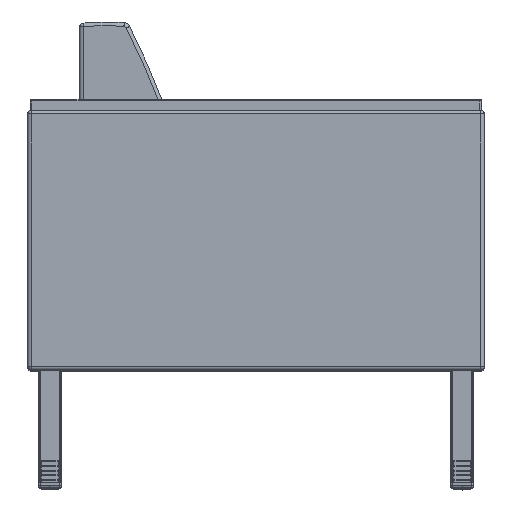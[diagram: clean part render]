
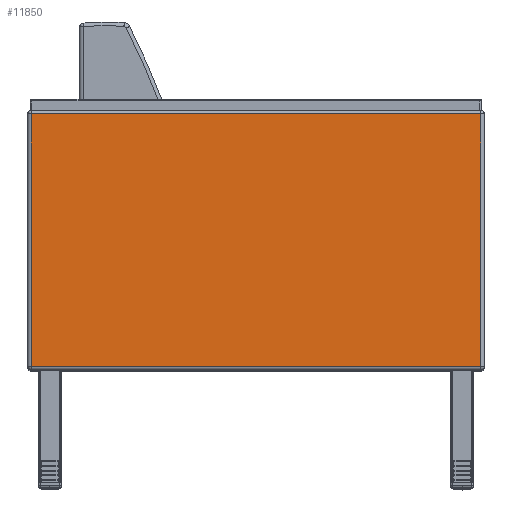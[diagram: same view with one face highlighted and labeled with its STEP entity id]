
A CAD part, top view. The second image highlights one B-rep face of the part: STEP entity #11850.
In plain terms, the highlighted planar face has unit normal (0, 0, 1).
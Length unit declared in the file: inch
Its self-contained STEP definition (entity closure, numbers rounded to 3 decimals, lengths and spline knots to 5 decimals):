
#1054=PLANE('',#12759);
#1293=LINE('',#17769,#1991);
#1295=LINE('',#17772,#1993);
#1305=LINE('',#17787,#2003);
#1307=LINE('',#17790,#2005);
#1991=VECTOR('',#14222,30.25);
#1993=VECTOR('',#14226,17.);
#2003=VECTOR('',#14246,17.);
#2005=VECTOR('',#14250,30.25);
#2974=FACE_OUTER_BOUND('',#3848,.T.);
#3848=EDGE_LOOP('',(#8279,#8280,#8281,#8282));
#5408=VERTEX_POINT('',#17705);
#5414=VERTEX_POINT('',#17719);
#5417=VERTEX_POINT('',#17726);
#5426=VERTEX_POINT('',#17747);
#6429=EDGE_CURVE('',#5417,#5426,#1293,.T.);
#6431=EDGE_CURVE('',#5426,#5414,#1295,.T.);
#6441=EDGE_CURVE('',#5408,#5417,#1305,.T.);
#6443=EDGE_CURVE('',#5414,#5408,#1307,.T.);
#8279=ORIENTED_EDGE('',*,*,#6429,.F.);
#8280=ORIENTED_EDGE('',*,*,#6441,.F.);
#8281=ORIENTED_EDGE('',*,*,#6443,.F.);
#8282=ORIENTED_EDGE('',*,*,#6431,.F.);
#11850=ADVANCED_FACE('',(#2974),#1054,.T.);
#12759=AXIS2_PLACEMENT_3D('',#17798,#14262,#14263);
#14222=DIRECTION('',(1.,0.,0.));
#14226=DIRECTION('',(0.,-1.,0.));
#14246=DIRECTION('',(0.,1.,0.));
#14250=DIRECTION('',(-1.,0.,0.));
#14262=DIRECTION('center_axis',(0.,0.,1.));
#14263=DIRECTION('ref_axis',(1.,0.,0.));
#17705=CARTESIAN_POINT('',(0.25,-17.25,3.5));
#17719=CARTESIAN_POINT('',(30.5,-17.25,3.5));
#17726=CARTESIAN_POINT('',(0.25,-0.25,3.5));
#17747=CARTESIAN_POINT('',(30.5,-0.25,3.5));
#17769=CARTESIAN_POINT('',(23.0625,-0.25,3.5));
#17772=CARTESIAN_POINT('',(30.5,-13.125,3.5));
#17787=CARTESIAN_POINT('',(0.25,-4.375,3.5));
#17790=CARTESIAN_POINT('',(7.6875,-17.25,3.5));
#17798=CARTESIAN_POINT('Origin',(15.375,-8.75,3.5));
